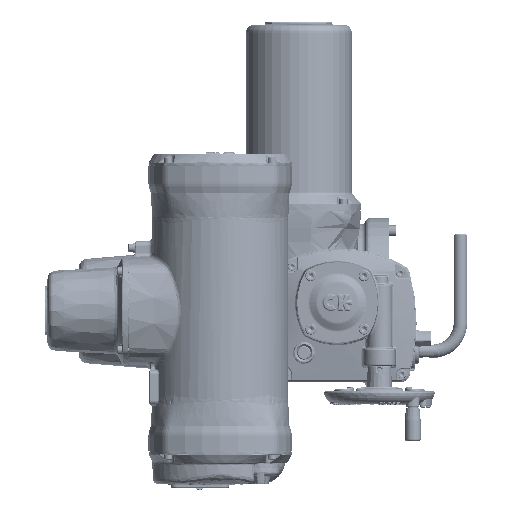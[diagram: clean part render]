
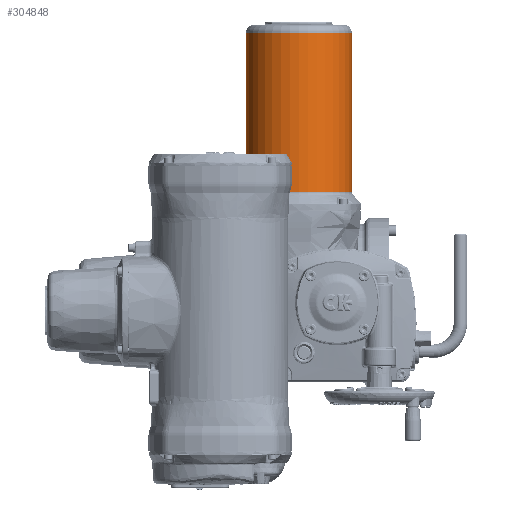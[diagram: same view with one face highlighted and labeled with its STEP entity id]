
A CAD part, top view. The second image highlights one B-rep face of the part: STEP entity #304848.
In plain terms, the highlighted cylindrical face has radius 63 mm (diameter 126 mm), a full revolution.
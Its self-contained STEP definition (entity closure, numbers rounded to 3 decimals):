
#4581=CYLINDRICAL_SURFACE('',#321370,63.);
#23305=B_SPLINE_CURVE_WITH_KNOTS('',3,(#592844,#592845,#592846,#592847,
#592848,#592849,#592850,#592851,#592852,#592853,#592854,#592855,#592856,
#592857,#592858,#592859,#592860,#592861,#592862,#592863,#592864,#592865,
#592866,#592867,#592868,#592869,#592870,#592871,#592872,#592873,#592874,
#592875,#592876,#592877,#592878,#592879),.UNSPECIFIED.,.T.,.F.,(1,1,1,1,
1,1,1,1,1,1,1,1,1,1,1,1,1,1,1,1,1,1,1,1,1,1,1,1,1,1,1,1,1,1,1,1,1,1,1,1),
(-0.095,-0.064,-0.033,0.,0.03,
0.061,0.092,0.123,0.155,0.186,
0.217,0.233,0.248,0.28,
0.311,0.342,0.373,0.405,
0.436,0.467,0.498,0.53,
0.561,0.592,0.623,0.655,
0.686,0.717,0.748,0.78,
0.811,0.842,0.873,0.905,
0.936,0.967,1.,1.03,1.061,1.092),
 .UNSPECIFIED.);
#107494=ORIENTED_EDGE('',*,*,#139310,.T.);
#107495=ORIENTED_EDGE('',*,*,#139311,.T.);
#107496=ORIENTED_EDGE('',*,*,#139112,.T.);
#139112=EDGE_CURVE('',#158717,#158717,#164608,.T.);
#139310=EDGE_CURVE('',#158839,#158839,#164656,.T.);
#139311=EDGE_CURVE('',#158840,#158840,#23305,.T.);
#158717=VERTEX_POINT('',#590763);
#158839=VERTEX_POINT('',#592843);
#158840=VERTEX_POINT('',#592880);
#164608=CIRCLE('',#321282,63.);
#164656=CIRCLE('',#321371,63.);
#179094=EDGE_LOOP('',(#107494));
#179095=EDGE_LOOP('',(#107495));
#179096=EDGE_LOOP('',(#107496));
#193734=FACE_BOUND('',#179094,.T.);
#193735=FACE_BOUND('',#179095,.T.);
#193736=FACE_BOUND('',#179096,.T.);
#304848=ADVANCED_FACE('',(#193734,#193735,#193736),#4581,.T.);
#321282=AXIS2_PLACEMENT_3D('',#590762,#365065,#365066);
#321370=AXIS2_PLACEMENT_3D('',#592841,#365273,#365274);
#321371=AXIS2_PLACEMENT_3D('',#592842,#365275,#365276);
#365065=DIRECTION('',(0.,1.,0.));
#365066=DIRECTION('',(-1.,0.,0.));
#365273=DIRECTION('',(0.,1.,0.));
#365274=DIRECTION('',(-1.,0.,0.));
#365275=DIRECTION('',(0.,-1.,0.));
#365276=DIRECTION('',(1.,0.,0.));
#590762=CARTESIAN_POINT('',(-46.,132.002,0.));
#590763=CARTESIAN_POINT('',(-109.,132.002,0.));
#592841=CARTESIAN_POINT('',(-46.,63.9,0.));
#592842=CARTESIAN_POINT('',(-46.,321.4,0.));
#592843=CARTESIAN_POINT('',(17.,321.4,0.));
#592844=CARTESIAN_POINT('',(-30.168,197.846,-60.981));
#592845=CARTESIAN_POINT('',(-29.472,201.191,-60.794));
#592846=CARTESIAN_POINT('',(-29.391,204.593,-60.771));
#592847=CARTESIAN_POINT('',(-29.882,207.898,-60.905));
#592848=CARTESIAN_POINT('',(-30.966,211.099,-61.185));
#592849=CARTESIAN_POINT('',(-32.625,214.062,-61.574));
#592850=CARTESIAN_POINT('',(-34.779,216.629,-62.009));
#592851=CARTESIAN_POINT('',(-37.434,218.752,-62.437));
#592852=CARTESIAN_POINT('',(-39.922,220.018,-62.722));
#592853=CARTESIAN_POINT('',(-42.098,220.713,-62.886));
#592854=CARTESIAN_POINT('',(-44.28,221.158,-62.994));
#592855=CARTESIAN_POINT('',(-47.139,221.265,-63.02));
#592856=CARTESIAN_POINT('',(-50.457,220.653,-62.87));
#592857=CARTESIAN_POINT('',(-53.601,219.331,-62.564));
#592858=CARTESIAN_POINT('',(-56.369,217.408,-62.159));
#592859=CARTESIAN_POINT('',(-58.7,214.974,-61.719));
#592860=CARTESIAN_POINT('',(-60.538,212.132,-61.307));
#592861=CARTESIAN_POINT('',(-61.817,208.996,-60.985));
#592862=CARTESIAN_POINT('',(-62.519,205.669,-60.796));
#592863=CARTESIAN_POINT('',(-62.618,202.274,-60.769));
#592864=CARTESIAN_POINT('',(-62.121,198.913,-60.904));
#592865=CARTESIAN_POINT('',(-61.034,195.706,-61.185));
#592866=CARTESIAN_POINT('',(-59.387,192.754,-61.572));
#592867=CARTESIAN_POINT('',(-57.219,190.172,-62.009));
#592868=CARTESIAN_POINT('',(-54.584,188.058,-62.434));
#592869=CARTESIAN_POINT('',(-51.568,186.525,-62.781));
#592870=CARTESIAN_POINT('',(-48.272,185.662,-62.989));
#592871=CARTESIAN_POINT('',(-44.891,185.532,-63.021));
#592872=CARTESIAN_POINT('',(-41.526,186.152,-62.869));
#592873=CARTESIAN_POINT('',(-38.408,187.464,-62.564));
#592874=CARTESIAN_POINT('',(-35.635,189.388,-62.16));
#592875=CARTESIAN_POINT('',(-33.293,191.832,-61.717));
#592876=CARTESIAN_POINT('',(-31.471,194.654,-61.308));
#592877=CARTESIAN_POINT('',(-30.168,197.846,-60.981));
#592878=CARTESIAN_POINT('',(-29.472,201.191,-60.794));
#592879=CARTESIAN_POINT('',(-29.391,204.593,-60.771));
#592880=CARTESIAN_POINT('',(-29.562,201.317,-60.818));
